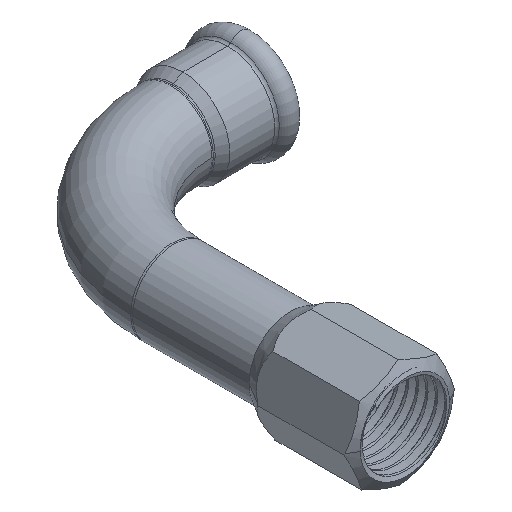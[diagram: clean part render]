
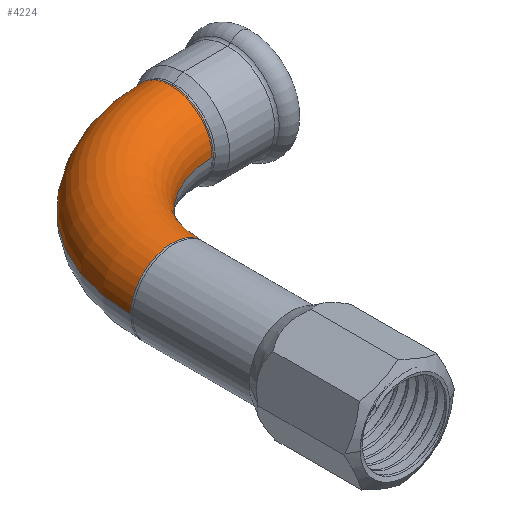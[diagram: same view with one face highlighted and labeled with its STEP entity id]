
A CAD part, isometric view. The second image highlights one B-rep face of the part: STEP entity #4224.
In plain terms, the highlighted toroidal (fillet/blend) face has major radius 36.5 mm and minor radius 11 mm.
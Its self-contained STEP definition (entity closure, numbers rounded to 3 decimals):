
#37 = VERTEX_POINT ( 'NONE', #555 ) ;
#67 = EDGE_CURVE ( 'NONE', #3751, #2563, #4323, .T. ) ;
#171 = EDGE_CURVE ( 'NONE', #3992, #3543, #203, .T. ) ;
#203 = CIRCLE ( 'NONE', #1079, 11. ) ;
#236 = CARTESIAN_POINT ( 'NONE',  ( 0., 0.5, 0. ) ) ;
#398 = CIRCLE ( 'NONE', #2087, 47.5 ) ;
#405 = CARTESIAN_POINT ( 'NONE',  ( 36.5, 37., 0. ) ) ;
#430 = CIRCLE ( 'NONE', #791, 11. ) ;
#555 = CARTESIAN_POINT ( 'NONE',  ( -11., 0.5, 0. ) ) ;
#580 = AXIS2_PLACEMENT_3D ( 'NONE', #3399, #1646, #3054 ) ;
#626 = DIRECTION ( 'NONE',  ( -1., 0., 0. ) ) ;
#666 = CARTESIAN_POINT ( 'NONE',  ( 36.5, 0.5, 0. ) ) ;
#696 = EDGE_CURVE ( 'NONE', #37, #3751, #430, .T. ) ;
#791 = AXIS2_PLACEMENT_3D ( 'NONE', #1556, #1202, #862 ) ;
#862 = DIRECTION ( 'NONE',  ( -1., 0., 0. ) ) ;
#870 = ORIENTED_EDGE ( 'NONE', *, *, #1957, .F. ) ;
#1040 = ORIENTED_EDGE ( 'NONE', *, *, #171, .F. ) ;
#1079 = AXIS2_PLACEMENT_3D ( 'NONE', #405, #3508, #2439 ) ;
#1135 = ORIENTED_EDGE ( 'NONE', *, *, #67, .T. ) ;
#1164 = CARTESIAN_POINT ( 'NONE',  ( 36.5, 26., 0. ) ) ;
#1171 = DIRECTION ( 'NONE',  ( 0., 0., 1. ) ) ;
#1202 = DIRECTION ( 'NONE',  ( 0., 1., 0. ) ) ;
#1228 = CARTESIAN_POINT ( 'NONE',  ( 0., 0.5, 11. ) ) ;
#1270 = FACE_OUTER_BOUND ( 'NONE', #2111, .T. ) ;
#1294 = AXIS2_PLACEMENT_3D ( 'NONE', #666, #4486, #2019 ) ;
#1556 = CARTESIAN_POINT ( 'NONE',  ( 0., 0.5, 0. ) ) ;
#1599 = ORIENTED_EDGE ( 'NONE', *, *, #3034, .T. ) ;
#1646 = DIRECTION ( 'NONE',  ( 0., 0., 1. ) ) ;
#1957 = EDGE_CURVE ( 'NONE', #3543, #2563, #3827, .T. ) ;
#2019 = DIRECTION ( 'NONE',  ( 1., 0., 0. ) ) ;
#2087 = AXIS2_PLACEMENT_3D ( 'NONE', #3629, #1171, #3235 ) ;
#2111 = EDGE_LOOP ( 'NONE', ( #1040, #1599, #3007, #1135, #870 ) ) ;
#2439 = DIRECTION ( 'NONE',  ( 0., 1., 0. ) ) ;
#2563 = VERTEX_POINT ( 'NONE', #3449 ) ;
#2918 = CARTESIAN_POINT ( 'NONE',  ( 36.5, 48., 0. ) ) ;
#3007 = ORIENTED_EDGE ( 'NONE', *, *, #696, .T. ) ;
#3034 = EDGE_CURVE ( 'NONE', #3992, #37, #398, .T. ) ;
#3054 = DIRECTION ( 'NONE',  ( 1., 0., 0. ) ) ;
#3235 = DIRECTION ( 'NONE',  ( 1., 0., 0. ) ) ;
#3399 = CARTESIAN_POINT ( 'NONE',  ( 36.5, 0.5, 0. ) ) ;
#3449 = CARTESIAN_POINT ( 'NONE',  ( 11., 0.5, 0. ) ) ;
#3508 = DIRECTION ( 'NONE',  ( 1., 0., 0. ) ) ;
#3543 = VERTEX_POINT ( 'NONE', #1164 ) ;
#3601 = TOROIDAL_SURFACE ( 'NONE', #580, 36.5, 11. ) ;
#3629 = CARTESIAN_POINT ( 'NONE',  ( 36.5, 0.5, 0. ) ) ;
#3689 = DIRECTION ( 'NONE',  ( 0., 1., 0. ) ) ;
#3751 = VERTEX_POINT ( 'NONE', #1228 ) ;
#3816 = AXIS2_PLACEMENT_3D ( 'NONE', #236, #3689, #626 ) ;
#3827 = CIRCLE ( 'NONE', #1294, 25.5 ) ;
#3992 = VERTEX_POINT ( 'NONE', #2918 ) ;
#4224 = ADVANCED_FACE ( 'NONE', ( #1270 ), #3601, .T. ) ;
#4323 = CIRCLE ( 'NONE', #3816, 11. ) ;
#4486 = DIRECTION ( 'NONE',  ( 0., 0., 1. ) ) ;
